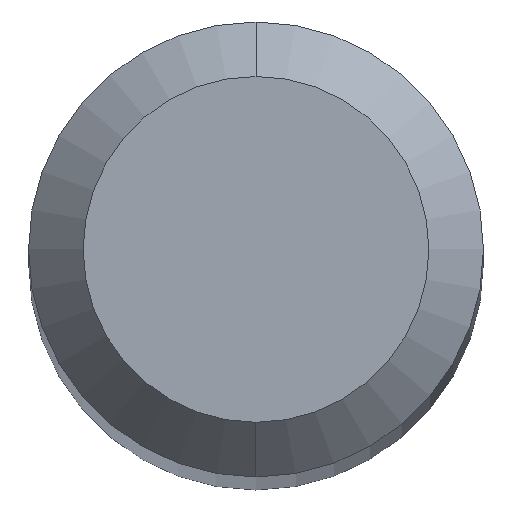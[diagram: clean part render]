
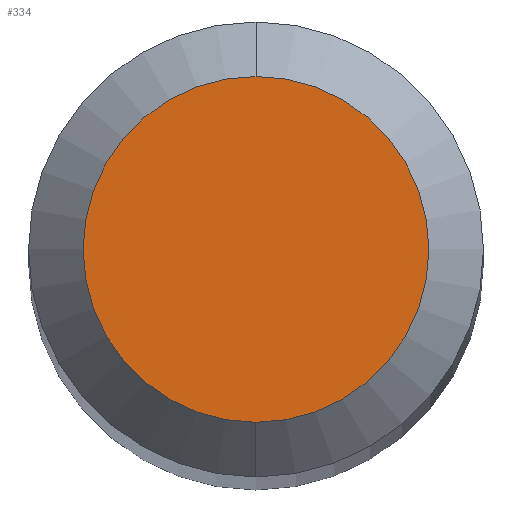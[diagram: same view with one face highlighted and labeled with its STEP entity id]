
A CAD part, top view. The second image highlights one B-rep face of the part: STEP entity #334.
In plain terms, the highlighted planar face has unit normal (0, 0, 1).
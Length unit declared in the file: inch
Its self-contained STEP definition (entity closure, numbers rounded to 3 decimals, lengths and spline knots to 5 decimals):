
#17 = ORIENTED_EDGE ( 'NONE', *, *, #383, .T. ) ;
#78 = AXIS2_PLACEMENT_3D ( 'NONE', #410, #288, #210 ) ;
#83 = CARTESIAN_POINT ( 'NONE',  ( 0., 0.0475, 0. ) ) ;
#103 = DIRECTION ( 'NONE',  ( 0., 0., -1. ) ) ;
#137 = CARTESIAN_POINT ( 'NONE',  ( 0., -0.0475, 0. ) ) ;
#144 = CARTESIAN_POINT ( 'NONE',  ( 0., 0., 0. ) ) ;
#181 = DIRECTION ( 'NONE',  ( 0., 0., 1. ) ) ;
#185 = AXIS2_PLACEMENT_3D ( 'NONE', #461, #103, #496 ) ;
#210 = DIRECTION ( 'NONE',  ( 0., -1., 0. ) ) ;
#230 = AXIS2_PLACEMENT_3D ( 'NONE', #144, #181, #344 ) ;
#242 = EDGE_LOOP ( 'NONE', ( #493, #17 ) ) ;
#266 = PLANE ( 'NONE',  #185 ) ;
#267 = VERTEX_POINT ( 'NONE', #137 ) ;
#288 = DIRECTION ( 'NONE',  ( 0., 0., 1. ) ) ;
#300 = EDGE_CURVE ( 'NONE', #470, #267, #430, .T. ) ;
#334 = ADVANCED_FACE ( 'NONE', ( #464 ), #266, .F. ) ;
#344 = DIRECTION ( 'NONE',  ( 0., -1., 0. ) ) ;
#383 = EDGE_CURVE ( 'NONE', #267, #470, #483, .T. ) ;
#410 = CARTESIAN_POINT ( 'NONE',  ( 0., 0., 0. ) ) ;
#430 = CIRCLE ( 'NONE', #78, 0.0475 ) ;
#461 = CARTESIAN_POINT ( 'NONE',  ( 0., 0.0475, 0. ) ) ;
#464 = FACE_OUTER_BOUND ( 'NONE', #242, .T. ) ;
#470 = VERTEX_POINT ( 'NONE', #83 ) ;
#483 = CIRCLE ( 'NONE', #230, 0.0475 ) ;
#493 = ORIENTED_EDGE ( 'NONE', *, *, #300, .T. ) ;
#496 = DIRECTION ( 'NONE',  ( 0., 1., 0. ) ) ;
